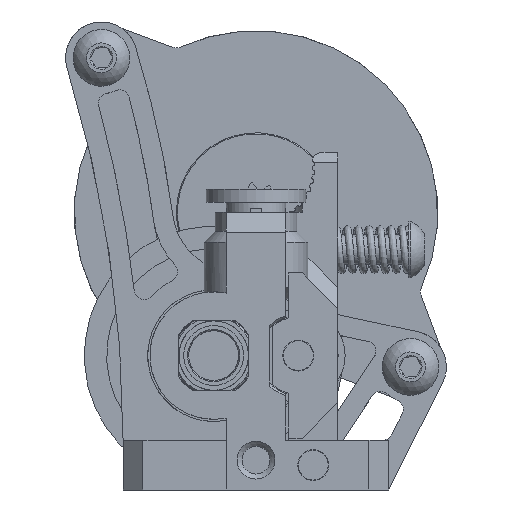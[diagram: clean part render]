
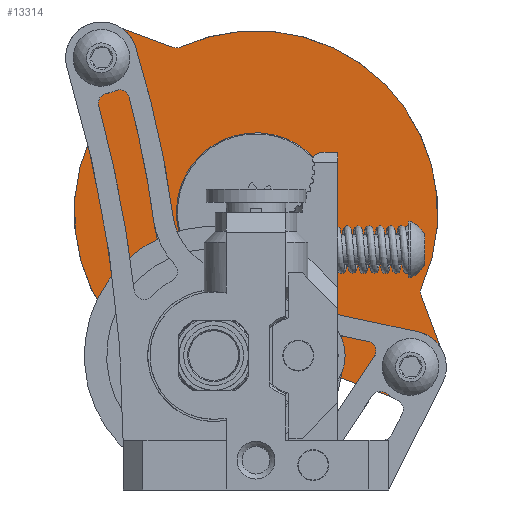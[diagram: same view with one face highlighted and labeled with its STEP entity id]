
A CAD part, front view. The second image highlights one B-rep face of the part: STEP entity #13314.
In plain terms, the highlighted face is planar.
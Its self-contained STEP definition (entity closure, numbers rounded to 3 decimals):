
#855=PLANE('',#15907);
#1804=LINE('',#26275,#2883);
#1805=LINE('',#26280,#2884);
#1806=LINE('',#26289,#2885);
#1807=LINE('',#26293,#2886);
#1808=LINE('',#26301,#2887);
#2883=VECTOR('',#19366,1000.);
#2884=VECTOR('',#19371,1000.);
#2885=VECTOR('',#19378,1000.);
#2886=VECTOR('',#19381,1000.);
#2887=VECTOR('',#19388,1000.);
#6028=ORIENTED_EDGE('',*,*,#8324,.T.);
#6029=ORIENTED_EDGE('',*,*,#8328,.T.);
#6030=ORIENTED_EDGE('',*,*,#8318,.T.);
#6031=ORIENTED_EDGE('',*,*,#8329,.F.);
#6032=ORIENTED_EDGE('',*,*,#8330,.F.);
#6033=ORIENTED_EDGE('',*,*,#8331,.F.);
#6034=ORIENTED_EDGE('',*,*,#8332,.T.);
#6035=ORIENTED_EDGE('',*,*,#8333,.F.);
#6036=ORIENTED_EDGE('',*,*,#8334,.T.);
#6037=ORIENTED_EDGE('',*,*,#8335,.F.);
#6038=ORIENTED_EDGE('',*,*,#8336,.F.);
#6039=ORIENTED_EDGE('',*,*,#8337,.F.);
#6040=ORIENTED_EDGE('',*,*,#8338,.T.);
#6041=ORIENTED_EDGE('',*,*,#8339,.F.);
#6042=ORIENTED_EDGE('',*,*,#8340,.T.);
#6043=ORIENTED_EDGE('',*,*,#8341,.F.);
#6044=ORIENTED_EDGE('',*,*,#8342,.F.);
#8318=EDGE_CURVE('',#9687,#9688,#10425,.T.);
#8324=EDGE_CURVE('',#9688,#9692,#10428,.T.);
#8328=EDGE_CURVE('',#9692,#9687,#1804,.T.);
#8329=EDGE_CURVE('',#9695,#9695,#10430,.T.);
#8330=EDGE_CURVE('',#9696,#9696,#10431,.T.);
#8331=EDGE_CURVE('',#9697,#9698,#1805,.T.);
#8332=EDGE_CURVE('',#9697,#9699,#10432,.T.);
#8333=EDGE_CURVE('',#9700,#9699,#10433,.T.);
#8334=EDGE_CURVE('',#9700,#9701,#10434,.T.);
#8335=EDGE_CURVE('',#9702,#9701,#1806,.T.);
#8336=EDGE_CURVE('',#9703,#9702,#10435,.T.);
#8337=EDGE_CURVE('',#9704,#9703,#1807,.T.);
#8338=EDGE_CURVE('',#9704,#9705,#10436,.T.);
#8339=EDGE_CURVE('',#9706,#9705,#10437,.T.);
#8340=EDGE_CURVE('',#9706,#9707,#10438,.T.);
#8341=EDGE_CURVE('',#9708,#9707,#1808,.T.);
#8342=EDGE_CURVE('',#9698,#9708,#10439,.T.);
#9687=VERTEX_POINT('',#26252);
#9688=VERTEX_POINT('',#26253);
#9692=VERTEX_POINT('',#26263);
#9695=VERTEX_POINT('',#26277);
#9696=VERTEX_POINT('',#26279);
#9697=VERTEX_POINT('',#26281);
#9698=VERTEX_POINT('',#26282);
#9699=VERTEX_POINT('',#26284);
#9700=VERTEX_POINT('',#26286);
#9701=VERTEX_POINT('',#26288);
#9702=VERTEX_POINT('',#26290);
#9703=VERTEX_POINT('',#26292);
#9704=VERTEX_POINT('',#26294);
#9705=VERTEX_POINT('',#26296);
#9706=VERTEX_POINT('',#26298);
#9707=VERTEX_POINT('',#26300);
#9708=VERTEX_POINT('',#26302);
#10425=CIRCLE('',#15900,8.);
#10428=CIRCLE('',#15904,8.);
#10430=CIRCLE('',#15908,1.5);
#10431=CIRCLE('',#15909,1.5);
#10432=CIRCLE('',#15910,1.);
#10433=CIRCLE('',#15911,18.25);
#10434=CIRCLE('',#15912,1.);
#10435=CIRCLE('',#15913,3.5);
#10436=CIRCLE('',#15914,1.);
#10437=CIRCLE('',#15915,18.25);
#10438=CIRCLE('',#15916,1.);
#10439=CIRCLE('',#15917,3.5);
#11334=EDGE_LOOP('',(#6028,#6029,#6030));
#11335=EDGE_LOOP('',(#6031));
#11336=EDGE_LOOP('',(#6032));
#11337=EDGE_LOOP('',(#6033,#6034,#6035,#6036,#6037,#6038,#6039,#6040,#6041,
#6042,#6043,#6044));
#12275=FACE_BOUND('',#11334,.T.);
#12276=FACE_BOUND('',#11335,.T.);
#12277=FACE_BOUND('',#11336,.T.);
#12278=FACE_BOUND('',#11337,.T.);
#13314=ADVANCED_FACE('',(#12275,#12276,#12277,#12278),#855,.F.);
#15900=AXIS2_PLACEMENT_3D('',#26251,#19346,#19347);
#15904=AXIS2_PLACEMENT_3D('',#26264,#19357,#19358);
#15907=AXIS2_PLACEMENT_3D('',#26274,#19364,#19365);
#15908=AXIS2_PLACEMENT_3D('',#26276,#19367,#19368);
#15909=AXIS2_PLACEMENT_3D('',#26278,#19369,#19370);
#15910=AXIS2_PLACEMENT_3D('',#26283,#19372,#19373);
#15911=AXIS2_PLACEMENT_3D('',#26285,#19374,#19375);
#15912=AXIS2_PLACEMENT_3D('',#26287,#19376,#19377);
#15913=AXIS2_PLACEMENT_3D('',#26291,#19379,#19380);
#15914=AXIS2_PLACEMENT_3D('',#26295,#19382,#19383);
#15915=AXIS2_PLACEMENT_3D('',#26297,#19384,#19385);
#15916=AXIS2_PLACEMENT_3D('',#26299,#19386,#19387);
#15917=AXIS2_PLACEMENT_3D('',#26303,#19389,#19390);
#19346=DIRECTION('',(0.,0.,-1.));
#19347=DIRECTION('',(-1.,0.,0.));
#19357=DIRECTION('',(0.,0.,-1.));
#19358=DIRECTION('',(-1.,0.,0.));
#19364=DIRECTION('',(0.,0.,-1.));
#19365=DIRECTION('',(-1.,0.,0.));
#19366=DIRECTION('',(1.,0.,0.));
#19367=DIRECTION('',(0.,0.,1.));
#19368=DIRECTION('',(1.,0.,0.));
#19369=DIRECTION('',(0.,0.,1.));
#19370=DIRECTION('',(1.,0.,0.));
#19371=DIRECTION('',(-0.91,0.415,0.));
#19372=DIRECTION('',(0.,0.,-1.));
#19373=DIRECTION('',(-1.,0.,0.));
#19374=DIRECTION('',(0.,0.,-1.));
#19375=DIRECTION('',(-1.,0.,0.));
#19376=DIRECTION('',(0.,0.,-1.));
#19377=DIRECTION('',(-1.,0.,0.));
#19378=DIRECTION('',(-0.91,-0.415,0.));
#19379=DIRECTION('',(0.,0.,-1.));
#19380=DIRECTION('',(-1.,0.,0.));
#19381=DIRECTION('',(0.91,-0.415,0.));
#19382=DIRECTION('',(0.,0.,-1.));
#19383=DIRECTION('',(-1.,0.,0.));
#19384=DIRECTION('',(0.,0.,-1.));
#19385=DIRECTION('',(-1.,0.,0.));
#19386=DIRECTION('',(0.,0.,-1.));
#19387=DIRECTION('',(-1.,0.,0.));
#19388=DIRECTION('',(0.91,0.415,0.));
#19389=DIRECTION('',(0.,0.,-1.));
#19390=DIRECTION('',(-1.,0.,0.));
#26251=CARTESIAN_POINT('',(0.,25.5,-6.));
#26252=CARTESIAN_POINT('',(1.261,33.4,-6.));
#26253=CARTESIAN_POINT('',(8.,25.5,-6.));
#26263=CARTESIAN_POINT('',(-1.261,33.4,-6.));
#26264=CARTESIAN_POINT('',(0.,25.5,-6.));
#26274=CARTESIAN_POINT('',(0.,25.5,-6.));
#26275=CARTESIAN_POINT('',(-1.261,33.4,-6.));
#26276=CARTESIAN_POINT('',(-21.95,25.5,-6.));
#26277=CARTESIAN_POINT('',(-20.45,25.5,-6.));
#26278=CARTESIAN_POINT('',(21.95,25.5,-6.));
#26279=CARTESIAN_POINT('',(23.45,25.5,-6.));
#26280=CARTESIAN_POINT('',(-5.24,14.023,-6.));
#26281=CARTESIAN_POINT('',(-17.618,19.675,-6.));
#26282=CARTESIAN_POINT('',(-23.404,22.316,-6.));
#26283=CARTESIAN_POINT('',(-18.033,18.765,-6.));
#26284=CARTESIAN_POINT('',(-17.097,19.115,-6.));
#26285=CARTESIAN_POINT('',(0.,25.5,-6.));
#26286=CARTESIAN_POINT('',(17.097,19.115,-6.));
#26287=CARTESIAN_POINT('',(18.033,18.765,-6.));
#26288=CARTESIAN_POINT('',(17.618,19.675,-6.));
#26289=CARTESIAN_POINT('',(5.24,14.023,-6.));
#26290=CARTESIAN_POINT('',(23.404,22.316,-6.));
#26291=CARTESIAN_POINT('',(21.95,25.5,-6.));
#26292=CARTESIAN_POINT('',(23.404,28.684,-6.));
#26293=CARTESIAN_POINT('',(5.24,36.977,-6.));
#26294=CARTESIAN_POINT('',(17.618,31.325,-6.));
#26295=CARTESIAN_POINT('',(18.033,32.235,-6.));
#26296=CARTESIAN_POINT('',(17.097,31.885,-6.));
#26297=CARTESIAN_POINT('',(0.,25.5,-6.));
#26298=CARTESIAN_POINT('',(-17.097,31.885,-6.));
#26299=CARTESIAN_POINT('',(-18.033,32.235,-6.));
#26300=CARTESIAN_POINT('',(-17.618,31.325,-6.));
#26301=CARTESIAN_POINT('',(-5.24,36.977,-6.));
#26302=CARTESIAN_POINT('',(-23.404,28.684,-6.));
#26303=CARTESIAN_POINT('',(-21.95,25.5,-6.));
